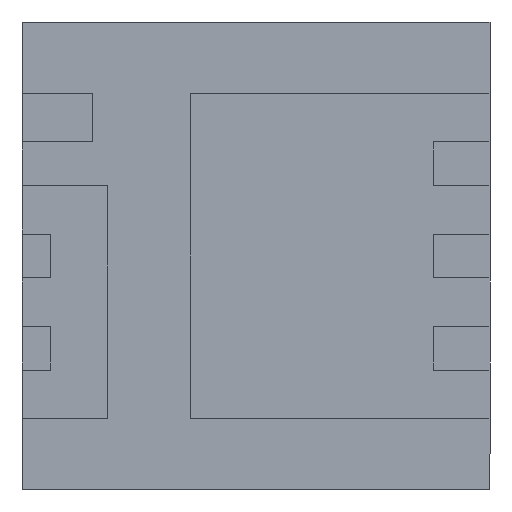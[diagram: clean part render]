
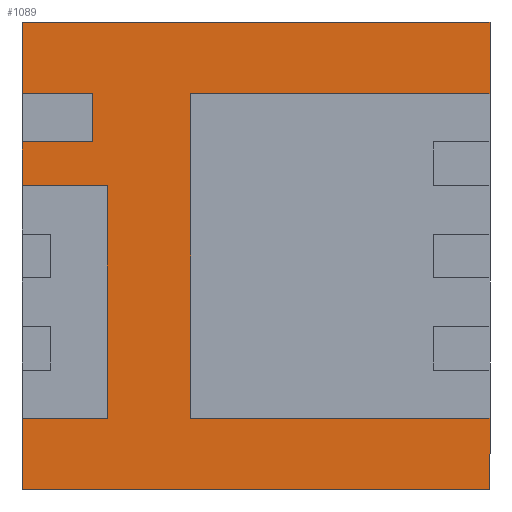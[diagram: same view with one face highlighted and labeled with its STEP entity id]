
A CAD part, front view. The second image highlights one B-rep face of the part: STEP entity #1089.
In plain terms, the highlighted planar face has unit normal (0, -1, 0).
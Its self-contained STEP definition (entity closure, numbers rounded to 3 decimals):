
#26 = VERTEX_POINT ( 'NONE', #2305 ) ;
#100 = VERTEX_POINT ( 'NONE', #2327 ) ;
#131 = VERTEX_POINT ( 'NONE', #1482 ) ;
#173 = CARTESIAN_POINT ( 'NONE',  ( 1.65, 0., 1.65 ) ) ;
#178 = VECTOR ( 'NONE', #222, 1000. ) ;
#208 = CARTESIAN_POINT ( 'NONE',  ( -0.805, 0., -1.1 ) ) ;
#222 = DIRECTION ( 'NONE',  ( -1., 0., 0. ) ) ;
#238 = CARTESIAN_POINT ( 'NONE',  ( -1.145, 0., 1.65 ) ) ;
#251 = LINE ( 'NONE', #2099, #2074 ) ;
#266 = EDGE_CURVE ( 'NONE', #734, #1656, #1956, .T. ) ;
#291 = LINE ( 'NONE', #311, #347 ) ;
#295 = CARTESIAN_POINT ( 'NONE',  ( -1.145, 0., -1.65 ) ) ;
#298 = VECTOR ( 'NONE', #2538, 1000. ) ;
#311 = CARTESIAN_POINT ( 'NONE',  ( 1.145, 0., 0. ) ) ;
#315 = LINE ( 'NONE', #832, #1330 ) ;
#330 = DIRECTION ( 'NONE',  ( 0., 0., 1. ) ) ;
#331 = EDGE_CURVE ( 'NONE', #734, #1746, #2230, .T. ) ;
#337 = ORIENTED_EDGE ( 'NONE', *, *, #1094, .T. ) ;
#347 = VECTOR ( 'NONE', #919, 1000. ) ;
#374 = LINE ( 'NONE', #451, #178 ) ;
#420 = VECTOR ( 'NONE', #586, 1000. ) ;
#423 = VERTEX_POINT ( 'NONE', #2561 ) ;
#448 = VECTOR ( 'NONE', #2348, 1000. ) ;
#451 = CARTESIAN_POINT ( 'NONE',  ( 0., 0., -1.05 ) ) ;
#494 = VECTOR ( 'NONE', #2188, 1000. ) ;
#519 = ORIENTED_EDGE ( 'NONE', *, *, #331, .F. ) ;
#540 = CARTESIAN_POINT ( 'NONE',  ( 1.65, 0., -1.65 ) ) ;
#579 = CARTESIAN_POINT ( 'NONE',  ( 0., 0., -1.65 ) ) ;
#586 = DIRECTION ( 'NONE',  ( 0., 0., 1. ) ) ;
#603 = CARTESIAN_POINT ( 'NONE',  ( -1.65, 0., 1.65 ) ) ;
#611 = DIRECTION ( 'NONE',  ( 0., 0., -1. ) ) ;
#634 = VECTOR ( 'NONE', #718, 1000. ) ;
#651 = CARTESIAN_POINT ( 'NONE',  ( 1.65, 0., 1.65 ) ) ;
#663 = LINE ( 'NONE', #1606, #420 ) ;
#718 = DIRECTION ( 'NONE',  ( -1., 0., 0. ) ) ;
#734 = VERTEX_POINT ( 'NONE', #540 ) ;
#788 = ORIENTED_EDGE ( 'NONE', *, *, #2349, .F. ) ;
#820 = ORIENTED_EDGE ( 'NONE', *, *, #266, .T. ) ;
#832 = CARTESIAN_POINT ( 'NONE',  ( 0., 0., -0.46 ) ) ;
#839 = DIRECTION ( 'NONE',  ( 1., 0., 0. ) ) ;
#863 = ORIENTED_EDGE ( 'NONE', *, *, #1674, .T. ) ;
#869 = VERTEX_POINT ( 'NONE', #1191 ) ;
#883 = VERTEX_POINT ( 'NONE', #2269 ) ;
#892 = VECTOR ( 'NONE', #1798, 1000. ) ;
#902 = VERTEX_POINT ( 'NONE', #238 ) ;
#907 = LINE ( 'NONE', #173, #494 ) ;
#908 = AXIS2_PLACEMENT_3D ( 'NONE', #1571, #939, #2381 ) ;
#912 = CARTESIAN_POINT ( 'NONE',  ( 0., 0., -1.65 ) ) ;
#919 = DIRECTION ( 'NONE',  ( 0., 0., 1. ) ) ;
#920 = ORIENTED_EDGE ( 'NONE', *, *, #1791, .F. ) ;
#939 = DIRECTION ( 'NONE',  ( 0., 1., 0. ) ) ;
#964 = CARTESIAN_POINT ( 'NONE',  ( -1.145, 0., -1.15 ) ) ;
#993 = EDGE_CURVE ( 'NONE', #902, #2251, #1017, .T. ) ;
#994 = ORIENTED_EDGE ( 'NONE', *, *, #1840, .T. ) ;
#1017 = LINE ( 'NONE', #2095, #1441 ) ;
#1020 = FACE_OUTER_BOUND ( 'NONE', #1072, .T. ) ;
#1065 = VERTEX_POINT ( 'NONE', #964 ) ;
#1072 = EDGE_LOOP ( 'NONE', ( #2189, #1683, #1362, #2257, #2007, #920, #863, #788, #2302, #1359, #1418, #1912, #994, #519, #820, #337 ) ) ;
#1089 = ADVANCED_FACE ( 'NONE', ( #1020 ), #1794, .F. ) ;
#1091 = LINE ( 'NONE', #603, #2593 ) ;
#1094 = EDGE_CURVE ( 'NONE', #1656, #869, #907, .T. ) ;
#1109 = LINE ( 'NONE', #2156, #892 ) ;
#1172 = EDGE_CURVE ( 'NONE', #2251, #100, #1091, .T. ) ;
#1191 = CARTESIAN_POINT ( 'NONE',  ( 1.145, 0., 1.65 ) ) ;
#1195 = VECTOR ( 'NONE', #1839, 1000. ) ;
#1257 = DIRECTION ( 'NONE',  ( 0., 0., -1. ) ) ;
#1273 = VECTOR ( 'NONE', #1299, 1000. ) ;
#1299 = DIRECTION ( 'NONE',  ( -1., 0., 0. ) ) ;
#1312 = VERTEX_POINT ( 'NONE', #2512 ) ;
#1324 = CARTESIAN_POINT ( 'NONE',  ( 0., 0., -1.65 ) ) ;
#1330 = VECTOR ( 'NONE', #839, 1000. ) ;
#1359 = ORIENTED_EDGE ( 'NONE', *, *, #2548, .F. ) ;
#1362 = ORIENTED_EDGE ( 'NONE', *, *, #2280, .F. ) ;
#1418 = ORIENTED_EDGE ( 'NONE', *, *, #1579, .T. ) ;
#1441 = VECTOR ( 'NONE', #2065, 1000. ) ;
#1468 = LINE ( 'NONE', #579, #634 ) ;
#1482 = CARTESIAN_POINT ( 'NONE',  ( -0.495, 0., -1.65 ) ) ;
#1548 = EDGE_CURVE ( 'NONE', #2078, #1312, #1952, .T. ) ;
#1571 = CARTESIAN_POINT ( 'NONE',  ( 0., 0., 0. ) ) ;
#1579 = EDGE_CURVE ( 'NONE', #131, #423, #663, .T. ) ;
#1586 = VECTOR ( 'NONE', #330, 1000. ) ;
#1606 = CARTESIAN_POINT ( 'NONE',  ( -0.495, 0., -1.65 ) ) ;
#1611 = CARTESIAN_POINT ( 'NONE',  ( -1.65, 0., 1.65 ) ) ;
#1656 = VERTEX_POINT ( 'NONE', #651 ) ;
#1662 = CARTESIAN_POINT ( 'NONE',  ( -1.145, 0., -1.65 ) ) ;
#1674 = EDGE_CURVE ( 'NONE', #2530, #1065, #2141, .T. ) ;
#1683 = ORIENTED_EDGE ( 'NONE', *, *, #2293, .F. ) ;
#1694 = CARTESIAN_POINT ( 'NONE',  ( 1.65, 0., 1.65 ) ) ;
#1746 = VERTEX_POINT ( 'NONE', #2167 ) ;
#1791 = EDGE_CURVE ( 'NONE', #2530, #100, #2261, .T. ) ;
#1794 = PLANE ( 'NONE',  #908 ) ;
#1797 = CARTESIAN_POINT ( 'NONE',  ( -1.145, 0., -0.46 ) ) ;
#1798 = DIRECTION ( 'NONE',  ( 0., 0., -1. ) ) ;
#1805 = EDGE_CURVE ( 'NONE', #26, #869, #291, .T. ) ;
#1816 = CARTESIAN_POINT ( 'NONE',  ( -1.145, 0., 0. ) ) ;
#1839 = DIRECTION ( 'NONE',  ( 0., 0., -1. ) ) ;
#1840 = EDGE_CURVE ( 'NONE', #883, #1746, #1109, .T. ) ;
#1912 = ORIENTED_EDGE ( 'NONE', *, *, #2364, .F. ) ;
#1952 = LINE ( 'NONE', #208, #1195 ) ;
#1956 = LINE ( 'NONE', #1694, #298 ) ;
#2006 = VECTOR ( 'NONE', #1257, 1000. ) ;
#2007 = ORIENTED_EDGE ( 'NONE', *, *, #1172, .T. ) ;
#2012 = VERTEX_POINT ( 'NONE', #1797 ) ;
#2065 = DIRECTION ( 'NONE',  ( -1., 0., 0. ) ) ;
#2074 = VECTOR ( 'NONE', #2466, 1000. ) ;
#2078 = VERTEX_POINT ( 'NONE', #2172 ) ;
#2095 = CARTESIAN_POINT ( 'NONE',  ( 1.65, 0., 1.65 ) ) ;
#2099 = CARTESIAN_POINT ( 'NONE',  ( 0., 0., -1.15 ) ) ;
#2141 = LINE ( 'NONE', #1662, #1586 ) ;
#2156 = CARTESIAN_POINT ( 'NONE',  ( 1.145, 0., -1.05 ) ) ;
#2167 = CARTESIAN_POINT ( 'NONE',  ( 1.145, 0., -1.65 ) ) ;
#2172 = CARTESIAN_POINT ( 'NONE',  ( -0.805, 0., -1.15 ) ) ;
#2188 = DIRECTION ( 'NONE',  ( -1., 0., 0. ) ) ;
#2189 = ORIENTED_EDGE ( 'NONE', *, *, #1805, .F. ) ;
#2230 = LINE ( 'NONE', #1324, #1273 ) ;
#2251 = VERTEX_POINT ( 'NONE', #1611 ) ;
#2257 = ORIENTED_EDGE ( 'NONE', *, *, #993, .T. ) ;
#2261 = LINE ( 'NONE', #912, #448 ) ;
#2269 = CARTESIAN_POINT ( 'NONE',  ( 1.145, 0., -1.05 ) ) ;
#2280 = EDGE_CURVE ( 'NONE', #902, #2012, #2602, .T. ) ;
#2293 = EDGE_CURVE ( 'NONE', #2012, #26, #315, .T. ) ;
#2302 = ORIENTED_EDGE ( 'NONE', *, *, #1548, .T. ) ;
#2305 = CARTESIAN_POINT ( 'NONE',  ( 1.145, 0., -0.46 ) ) ;
#2327 = CARTESIAN_POINT ( 'NONE',  ( -1.65, 0., -1.65 ) ) ;
#2348 = DIRECTION ( 'NONE',  ( -1., 0., 0. ) ) ;
#2349 = EDGE_CURVE ( 'NONE', #2078, #1065, #251, .T. ) ;
#2364 = EDGE_CURVE ( 'NONE', #883, #423, #374, .T. ) ;
#2381 = DIRECTION ( 'NONE',  ( 0., 0., 1. ) ) ;
#2466 = DIRECTION ( 'NONE',  ( -1., 0., 0. ) ) ;
#2512 = CARTESIAN_POINT ( 'NONE',  ( -0.805, 0., -1.65 ) ) ;
#2530 = VERTEX_POINT ( 'NONE', #295 ) ;
#2538 = DIRECTION ( 'NONE',  ( 0., 0., 1. ) ) ;
#2548 = EDGE_CURVE ( 'NONE', #131, #1312, #1468, .T. ) ;
#2561 = CARTESIAN_POINT ( 'NONE',  ( -0.495, 0., -1.05 ) ) ;
#2593 = VECTOR ( 'NONE', #611, 1000. ) ;
#2602 = LINE ( 'NONE', #1816, #2006 ) ;
